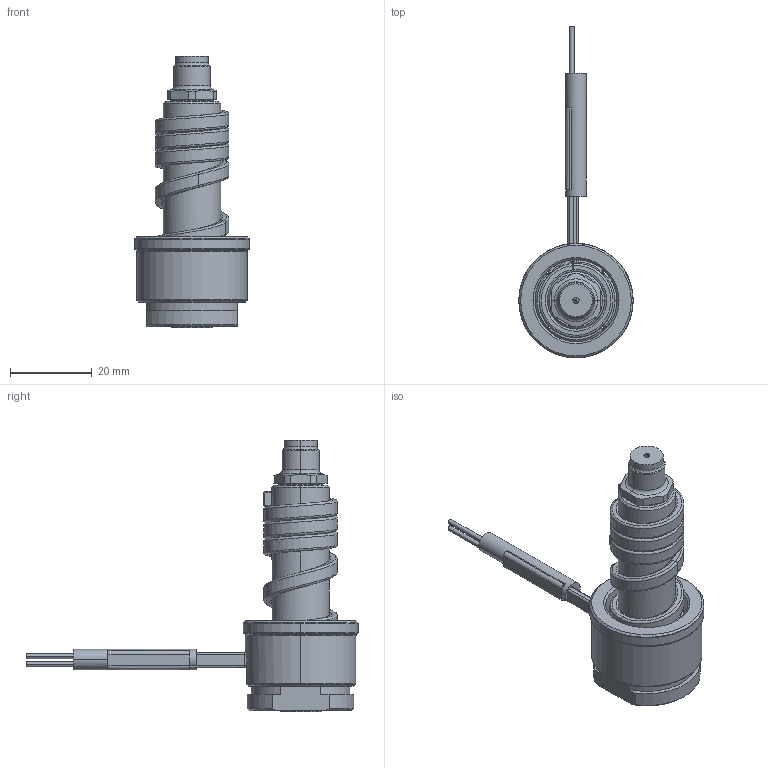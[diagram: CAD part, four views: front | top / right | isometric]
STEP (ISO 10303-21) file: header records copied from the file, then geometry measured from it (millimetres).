
FILE_DESCRIPTION((''),'2;1');
FILE_NAME('ML-66-BES-N','2014-02-20T',('Íàòàëüÿ'),('IMID'),'PRO/ENGINEER BY PARAMETRIC TECHNOLOGY CORPORATION, 2010480','PRO/ENGINEER BY PARAMETRIC TECHNOLOGY CORPORATION, 2010480','');
FILE_SCHEMA(('CONFIG_CONTROL_DESIGN'));
Length unit declared in the file: millimetre
Products named in the file (1): ML-66-BES-N
Bounding box: 28 x 81 x 66.2 mm (x, y, z)
Volume: 17549.6 mm3; surface area: 12516.6 mm2
Topology: 1 solids, 9 shells, 335 faces, 872 edges, 519 vertices
Faces by surface type: cylinder 110, cone 62, plane 58, bspline 51, torus 34, revolution 9, extrusion 7, sphere 4
Entity records: 16026 total; most frequent: CARTESIAN_POINT 8093, ORIENTED_EDGE 1712, DIRECTION 1576, EDGE_CURVE 868, AXIS2_PLACEMENT_3D 640, VERTEX_POINT 519, CIRCLE 371, EDGE_LOOP 361
